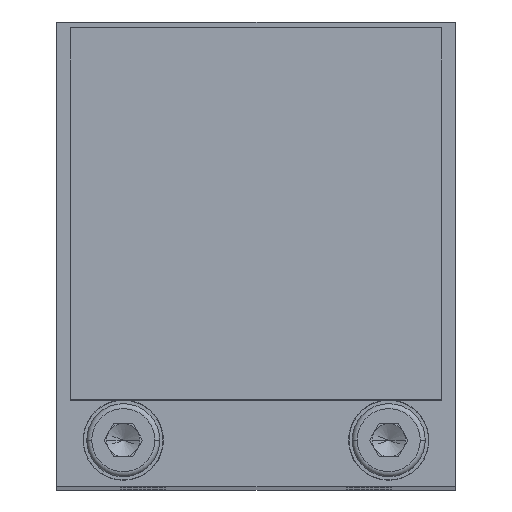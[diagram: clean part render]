
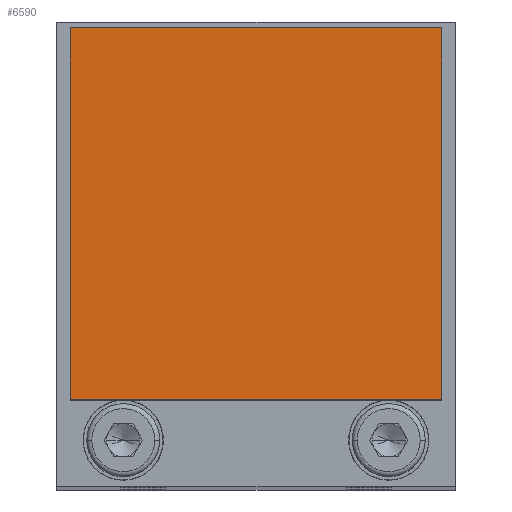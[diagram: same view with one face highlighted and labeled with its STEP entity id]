
A CAD part, top view. The second image highlights one B-rep face of the part: STEP entity #6590.
In plain terms, the highlighted face is planar.
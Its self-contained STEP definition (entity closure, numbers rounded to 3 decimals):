
#499 = DIRECTION ( 'NONE',  ( 0., 1., 0. ) ) ;
#579 = ORIENTED_EDGE ( 'NONE', *, *, #13943, .F. ) ;
#1095 = LINE ( 'NONE', #3441, #8677 ) ;
#2225 = ORIENTED_EDGE ( 'NONE', *, *, #9504, .F. ) ;
#3185 = EDGE_CURVE ( 'NONE', #3960, #5429, #8067, .T. ) ;
#3400 = LINE ( 'NONE', #3797, #23440 ) ;
#3441 = CARTESIAN_POINT ( 'NONE',  ( -70.548, 25.642, -32. ) ) ;
#3797 = CARTESIAN_POINT ( 'NONE',  ( -70.548, 25.642, -32. ) ) ;
#3960 = VERTEX_POINT ( 'NONE', #10285 ) ;
#4962 = CARTESIAN_POINT ( 'NONE',  ( 0., 0., -32. ) ) ;
#5345 = CARTESIAN_POINT ( 'NONE',  ( -42.548, -2.358, -32. ) ) ;
#5429 = VERTEX_POINT ( 'NONE', #5345 ) ;
#5473 = EDGE_CURVE ( 'NONE', #10105, #3960, #1095, .T. ) ;
#6206 = DIRECTION ( 'NONE',  ( 0., -1., 0. ) ) ;
#6590 = ADVANCED_FACE ( 'NONE', ( #24957 ), #9798, .F. ) ;
#7602 = CARTESIAN_POINT ( 'NONE',  ( -70.548, -2.358, -32. ) ) ;
#8067 = LINE ( 'NONE', #7602, #15038 ) ;
#8534 = ORIENTED_EDGE ( 'NONE', *, *, #3185, .F. ) ;
#8677 = VECTOR ( 'NONE', #6206, 1000. ) ;
#8814 = VECTOR ( 'NONE', #499, 1000. ) ;
#9504 = EDGE_CURVE ( 'NONE', #11510, #10105, #3400, .T. ) ;
#9516 = DIRECTION ( 'NONE',  ( 0., 0., 1. ) ) ;
#9798 = PLANE ( 'NONE',  #13870 ) ;
#10105 = VERTEX_POINT ( 'NONE', #19762 ) ;
#10285 = CARTESIAN_POINT ( 'NONE',  ( -70.548, -2.358, -32. ) ) ;
#11510 = VERTEX_POINT ( 'NONE', #18852 ) ;
#11944 = LINE ( 'NONE', #18480, #8814 ) ;
#13870 = AXIS2_PLACEMENT_3D ( 'NONE', #4962, #9516, #20601 ) ;
#13943 = EDGE_CURVE ( 'NONE', #5429, #11510, #11944, .T. ) ;
#13949 = DIRECTION ( 'NONE',  ( 1., 0., 0. ) ) ;
#15038 = VECTOR ( 'NONE', #13949, 1000. ) ;
#18440 = ORIENTED_EDGE ( 'NONE', *, *, #5473, .F. ) ;
#18480 = CARTESIAN_POINT ( 'NONE',  ( -42.548, 25.642, -32. ) ) ;
#18852 = CARTESIAN_POINT ( 'NONE',  ( -42.548, 25.642, -32. ) ) ;
#19762 = CARTESIAN_POINT ( 'NONE',  ( -70.548, 25.642, -32. ) ) ;
#20045 = EDGE_LOOP ( 'NONE', ( #18440, #2225, #579, #8534 ) ) ;
#20601 = DIRECTION ( 'NONE',  ( 1., 0., 0. ) ) ;
#21757 = DIRECTION ( 'NONE',  ( -1., 0., 0. ) ) ;
#23440 = VECTOR ( 'NONE', #21757, 1000. ) ;
#24957 = FACE_OUTER_BOUND ( 'NONE', #20045, .T. ) ;
